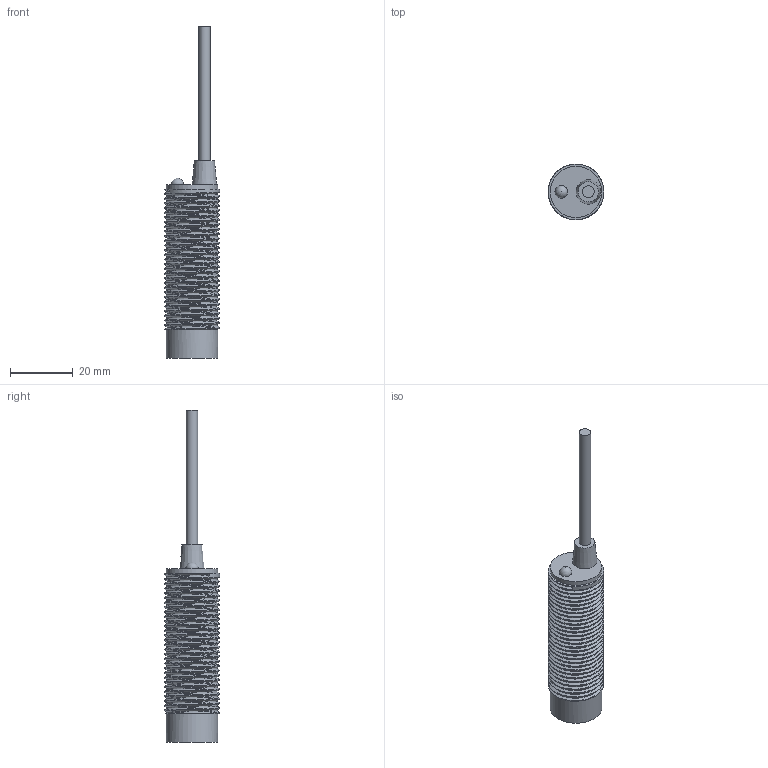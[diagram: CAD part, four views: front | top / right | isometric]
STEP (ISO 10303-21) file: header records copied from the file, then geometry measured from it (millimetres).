
FILE_DESCRIPTION(/* description */ (''),/* implementation_level */ '2;1');
FILE_NAME(/* name */ '',/* time_stamp */ '2025-07-15T16:13:07+08:00',/* author */ (''),/* organization */ (''),/* preprocessor_version */ 'ST-DEVELOPER v14',/* originating_system */ 'SIEMENS PLM Software NX 8.0',/* authorisation */ '');
FILE_SCHEMA (('AUTOMOTIVE_DESIGN { 1 0 10303 214 3 1 1 1 }'));
Length unit declared in the file: millimetre
Products named in the file (1): DELL167C30C5f1ae
Bounding box: 17.78 x 17.78 x 106.25 mm (x, y, z)
Volume: 13148.7 mm3; surface area: 5458 mm2
Topology: 1 solids, 1 shells, 17 faces, 36 edges, 24 vertices
Faces by surface type: plane 8, cylinder 5, bspline 2, sphere 1, cone 1
Full cylindrical faces by diameter (mm): 3.7 x1, 16.45 x1, 16.5 x1
Entity records: 6345 total; most frequent: CARTESIAN_POINT 6004, DIRECTION 61, ORIENTED_EDGE 54, AXIS2_PLACEMENT_3D 29, EDGE_CURVE 27, EDGE_LOOP 25, VERTEX_POINT 20, ADVANCED_FACE 17
